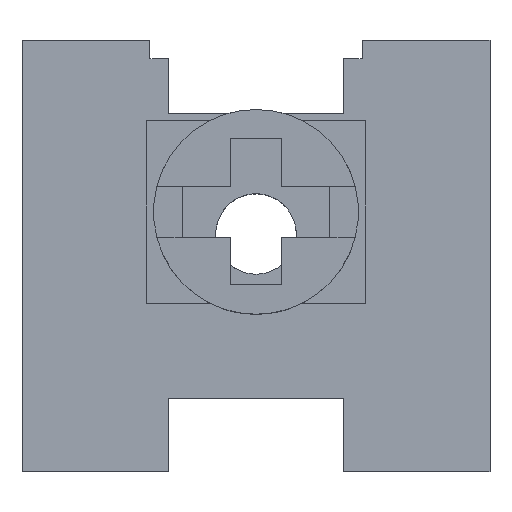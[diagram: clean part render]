
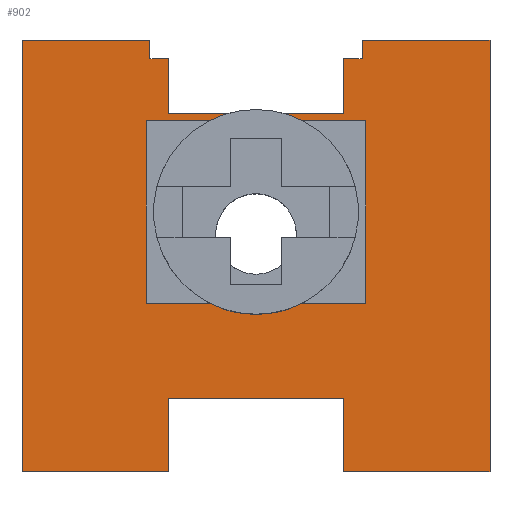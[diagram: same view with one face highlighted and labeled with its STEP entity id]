
A CAD part, top view. The second image highlights one B-rep face of the part: STEP entity #902.
In plain terms, the highlighted planar face has unit normal (0, 0, 1).
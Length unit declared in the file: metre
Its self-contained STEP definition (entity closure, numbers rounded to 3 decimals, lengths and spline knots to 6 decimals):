
#14=LINE('',#1281,#132);
#15=LINE('',#1283,#133);
#16=LINE('',#1285,#134);
#17=LINE('',#1289,#135);
#18=LINE('',#1291,#136);
#19=LINE('',#1293,#137);
#20=LINE('',#1297,#138);
#21=LINE('',#1299,#139);
#22=LINE('',#1301,#140);
#23=LINE('',#1303,#141);
#24=LINE('',#1305,#142);
#25=LINE('',#1307,#143);
#26=LINE('',#1309,#144);
#27=LINE('',#1311,#145);
#28=LINE('',#1313,#146);
#29=LINE('',#1315,#147);
#30=LINE('',#1317,#148);
#31=LINE('',#1319,#149);
#32=LINE('',#1321,#150);
#33=LINE('',#1323,#151);
#34=LINE('',#1325,#152);
#35=LINE('',#1327,#153);
#36=LINE('',#1329,#154);
#132=VECTOR('',#1034,1.);
#133=VECTOR('',#1035,1.);
#134=VECTOR('',#1036,1.);
#135=VECTOR('',#1039,1.);
#136=VECTOR('',#1040,1.);
#137=VECTOR('',#1041,1.);
#138=VECTOR('',#1044,1.);
#139=VECTOR('',#1045,1.);
#140=VECTOR('',#1046,1.);
#141=VECTOR('',#1047,1.);
#142=VECTOR('',#1048,1.);
#143=VECTOR('',#1049,1.);
#144=VECTOR('',#1050,1.);
#145=VECTOR('',#1051,1.);
#146=VECTOR('',#1052,1.);
#147=VECTOR('',#1053,1.);
#148=VECTOR('',#1054,1.);
#149=VECTOR('',#1055,1.);
#150=VECTOR('',#1056,1.);
#151=VECTOR('',#1057,1.);
#152=VECTOR('',#1058,1.);
#153=VECTOR('',#1059,1.);
#154=VECTOR('',#1060,1.);
#250=ORIENTED_EDGE('',*,*,#516,.F.);
#251=ORIENTED_EDGE('',*,*,#517,.T.);
#252=ORIENTED_EDGE('',*,*,#518,.T.);
#253=ORIENTED_EDGE('',*,*,#519,.F.);
#254=ORIENTED_EDGE('',*,*,#520,.F.);
#255=ORIENTED_EDGE('',*,*,#521,.T.);
#256=ORIENTED_EDGE('',*,*,#522,.F.);
#257=ORIENTED_EDGE('',*,*,#523,.F.);
#258=ORIENTED_EDGE('',*,*,#524,.F.);
#259=ORIENTED_EDGE('',*,*,#525,.T.);
#260=ORIENTED_EDGE('',*,*,#526,.T.);
#261=ORIENTED_EDGE('',*,*,#527,.T.);
#262=ORIENTED_EDGE('',*,*,#528,.F.);
#263=ORIENTED_EDGE('',*,*,#529,.T.);
#264=ORIENTED_EDGE('',*,*,#530,.F.);
#265=ORIENTED_EDGE('',*,*,#531,.F.);
#266=ORIENTED_EDGE('',*,*,#532,.F.);
#267=ORIENTED_EDGE('',*,*,#533,.F.);
#268=ORIENTED_EDGE('',*,*,#534,.T.);
#269=ORIENTED_EDGE('',*,*,#535,.T.);
#270=ORIENTED_EDGE('',*,*,#536,.T.);
#271=ORIENTED_EDGE('',*,*,#537,.F.);
#272=ORIENTED_EDGE('',*,*,#538,.T.);
#273=ORIENTED_EDGE('',*,*,#539,.F.);
#274=ORIENTED_EDGE('',*,*,#540,.F.);
#275=ORIENTED_EDGE('',*,*,#541,.T.);
#516=EDGE_CURVE('',#649,#650,#736,.T.);
#517=EDGE_CURVE('',#649,#651,#14,.T.);
#518=EDGE_CURVE('',#651,#652,#15,.T.);
#519=EDGE_CURVE('',#653,#652,#16,.T.);
#520=EDGE_CURVE('',#654,#653,#737,.T.);
#521=EDGE_CURVE('',#654,#655,#17,.T.);
#522=EDGE_CURVE('',#656,#655,#18,.T.);
#523=EDGE_CURVE('',#657,#656,#19,.T.);
#524=EDGE_CURVE('',#658,#657,#738,.T.);
#525=EDGE_CURVE('',#658,#659,#20,.T.);
#526=EDGE_CURVE('',#659,#660,#21,.T.);
#527=EDGE_CURVE('',#660,#661,#22,.T.);
#528=EDGE_CURVE('',#662,#661,#23,.T.);
#529=EDGE_CURVE('',#662,#663,#24,.T.);
#530=EDGE_CURVE('',#664,#663,#25,.T.);
#531=EDGE_CURVE('',#665,#664,#26,.T.);
#532=EDGE_CURVE('',#666,#665,#27,.T.);
#533=EDGE_CURVE('',#667,#666,#28,.T.);
#534=EDGE_CURVE('',#667,#668,#29,.T.);
#535=EDGE_CURVE('',#668,#669,#30,.T.);
#536=EDGE_CURVE('',#669,#670,#31,.T.);
#537=EDGE_CURVE('',#671,#670,#32,.T.);
#538=EDGE_CURVE('',#671,#672,#33,.T.);
#539=EDGE_CURVE('',#673,#672,#34,.T.);
#540=EDGE_CURVE('',#674,#673,#35,.T.);
#541=EDGE_CURVE('',#674,#650,#36,.T.);
#649=VERTEX_POINT('',#1279);
#650=VERTEX_POINT('',#1280);
#651=VERTEX_POINT('',#1282);
#652=VERTEX_POINT('',#1284);
#653=VERTEX_POINT('',#1286);
#654=VERTEX_POINT('',#1288);
#655=VERTEX_POINT('',#1290);
#656=VERTEX_POINT('',#1292);
#657=VERTEX_POINT('',#1294);
#658=VERTEX_POINT('',#1296);
#659=VERTEX_POINT('',#1298);
#660=VERTEX_POINT('',#1300);
#661=VERTEX_POINT('',#1302);
#662=VERTEX_POINT('',#1304);
#663=VERTEX_POINT('',#1306);
#664=VERTEX_POINT('',#1308);
#665=VERTEX_POINT('',#1310);
#666=VERTEX_POINT('',#1312);
#667=VERTEX_POINT('',#1314);
#668=VERTEX_POINT('',#1316);
#669=VERTEX_POINT('',#1318);
#670=VERTEX_POINT('',#1320);
#671=VERTEX_POINT('',#1322);
#672=VERTEX_POINT('',#1324);
#673=VERTEX_POINT('',#1326);
#674=VERTEX_POINT('',#1328);
#736=CIRCLE('',#965,0.0028);
#737=CIRCLE('',#966,0.0028);
#738=CIRCLE('',#967,0.0028);
#751=EDGE_LOOP('',(#250,#251,#252,#253,#254,#255,#256,#257,#258,#259,#260,
#261,#262,#263,#264,#265,#266,#267,#268,#269,#270,#271,#272,#273,#274,#275));
#803=FACE_BOUND('',#751,.T.);
#855=PLANE('',#964);
#902=ADVANCED_FACE('',(#803),#855,.T.);
#964=AXIS2_PLACEMENT_3D('',#1277,#1030,#1031);
#965=AXIS2_PLACEMENT_3D('',#1278,#1032,#1033);
#966=AXIS2_PLACEMENT_3D('',#1287,#1037,#1038);
#967=AXIS2_PLACEMENT_3D('',#1295,#1042,#1043);
#1030=DIRECTION('',(0.,0.,1.));
#1031=DIRECTION('',(1.,0.,0.));
#1032=DIRECTION('',(0.,0.,1.));
#1033=DIRECTION('',(1.,0.,0.));
#1034=DIRECTION('',(1.,0.,0.));
#1035=DIRECTION('',(0.,-1.,0.));
#1036=DIRECTION('',(1.,0.,0.));
#1037=DIRECTION('',(0.,0.,1.));
#1038=DIRECTION('',(1.,0.,0.));
#1039=DIRECTION('',(-1.,0.,0.));
#1040=DIRECTION('',(0.,-1.,0.));
#1041=DIRECTION('',(-1.,0.,0.));
#1042=DIRECTION('',(0.,0.,1.));
#1043=DIRECTION('',(1.,0.,0.));
#1044=DIRECTION('',(-1.,0.,0.));
#1045=DIRECTION('',(0.,1.,0.));
#1046=DIRECTION('',(-1.,0.,0.));
#1047=DIRECTION('',(0.,-1.,0.));
#1048=DIRECTION('',(-1.,0.,0.));
#1049=DIRECTION('',(0.,1.,0.));
#1050=DIRECTION('',(-1.,0.,0.));
#1051=DIRECTION('',(0.,-1.,0.));
#1052=DIRECTION('',(-1.,0.,0.));
#1053=DIRECTION('',(0.,-1.,0.));
#1054=DIRECTION('',(1.,0.,0.));
#1055=DIRECTION('',(0.,1.,0.));
#1056=DIRECTION('',(1.,0.,0.));
#1057=DIRECTION('',(0.,-1.,0.));
#1058=DIRECTION('',(1.,0.,0.));
#1059=DIRECTION('',(0.,1.,0.));
#1060=DIRECTION('',(-1.,0.,0.));
#1277=CARTESIAN_POINT('',(0.,-0.0006,0.001));
#1278=CARTESIAN_POINT('',(0.,0.0006,0.001));
#1279=CARTESIAN_POINT('',(0.001261,0.0031,0.001));
#1280=CARTESIAN_POINT('',(0.000742,0.0033,0.001));
#1281=CARTESIAN_POINT('',(0.00135,0.0031,0.001));
#1282=CARTESIAN_POINT('',(0.003,0.0031,0.001));
#1283=CARTESIAN_POINT('',(0.003,-0.001,0.001));
#1284=CARTESIAN_POINT('',(0.003,-0.0019,0.001));
#1285=CARTESIAN_POINT('',(0.00135,-0.0019,0.001));
#1286=CARTESIAN_POINT('',(0.001261,-0.0019,0.001));
#1287=CARTESIAN_POINT('',(0.,0.0006,0.001));
#1288=CARTESIAN_POINT('',(-0.001261,-0.0019,0.001));
#1289=CARTESIAN_POINT('',(-0.00135,-0.0019,0.001));
#1290=CARTESIAN_POINT('',(-0.003,-0.0019,0.001));
#1291=CARTESIAN_POINT('',(-0.003,-0.001,0.001));
#1292=CARTESIAN_POINT('',(-0.003,0.0031,0.001));
#1293=CARTESIAN_POINT('',(-0.00135,0.0031,0.001));
#1294=CARTESIAN_POINT('',(-0.001261,0.0031,0.001));
#1295=CARTESIAN_POINT('',(0.,0.0006,0.001));
#1296=CARTESIAN_POINT('',(-0.000742,0.0033,0.001));
#1297=CARTESIAN_POINT('',(-0.0012,0.0033,0.001));
#1298=CARTESIAN_POINT('',(-0.0024,0.0033,0.001));
#1299=CARTESIAN_POINT('',(-0.0024,0.00405,0.001));
#1300=CARTESIAN_POINT('',(-0.0024,0.0048,0.001));
#1301=CARTESIAN_POINT('',(-0.00265,0.0048,0.001));
#1302=CARTESIAN_POINT('',(-0.0029,0.0048,0.001));
#1303=CARTESIAN_POINT('',(-0.0029,0.00505,0.001));
#1304=CARTESIAN_POINT('',(-0.0029,0.0053,0.001));
#1305=CARTESIAN_POINT('',(-0.00465,0.0053,0.001));
#1306=CARTESIAN_POINT('',(-0.0064,0.0053,0.001));
#1307=CARTESIAN_POINT('',(-0.0064,-0.0006,0.001));
#1308=CARTESIAN_POINT('',(-0.0064,-0.0065,0.001));
#1309=CARTESIAN_POINT('',(-0.0044,-0.0065,0.001));
#1310=CARTESIAN_POINT('',(-0.0024,-0.0065,0.001));
#1311=CARTESIAN_POINT('',(-0.0024,-0.0055,0.001));
#1312=CARTESIAN_POINT('',(-0.0024,-0.0045,0.001));
#1313=CARTESIAN_POINT('',(-0.0012,-0.0045,0.001));
#1314=CARTESIAN_POINT('',(0.0024,-0.0045,0.001));
#1315=CARTESIAN_POINT('',(0.0024,-0.0055,0.001));
#1316=CARTESIAN_POINT('',(0.0024,-0.0065,0.001));
#1317=CARTESIAN_POINT('',(0.0044,-0.0065,0.001));
#1318=CARTESIAN_POINT('',(0.0064,-0.0065,0.001));
#1319=CARTESIAN_POINT('',(0.0064,-0.0006,0.001));
#1320=CARTESIAN_POINT('',(0.0064,0.0053,0.001));
#1321=CARTESIAN_POINT('',(0.00465,0.0053,0.001));
#1322=CARTESIAN_POINT('',(0.0029,0.0053,0.001));
#1323=CARTESIAN_POINT('',(0.0029,0.00505,0.001));
#1324=CARTESIAN_POINT('',(0.0029,0.0048,0.001));
#1325=CARTESIAN_POINT('',(0.00265,0.0048,0.001));
#1326=CARTESIAN_POINT('',(0.0024,0.0048,0.001));
#1327=CARTESIAN_POINT('',(0.0024,0.00405,0.001));
#1328=CARTESIAN_POINT('',(0.0024,0.0033,0.001));
#1329=CARTESIAN_POINT('',(-0.0012,0.0033,0.001));
